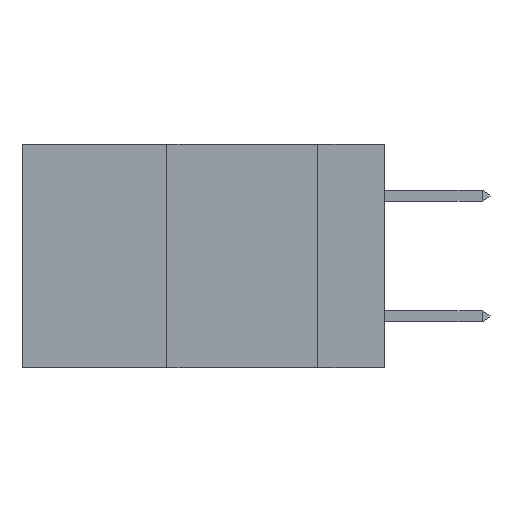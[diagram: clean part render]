
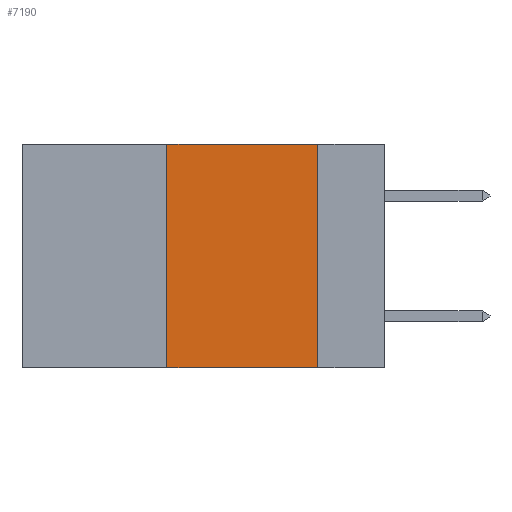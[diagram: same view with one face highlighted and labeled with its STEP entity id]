
A CAD part, left-side view. The second image highlights one B-rep face of the part: STEP entity #7190.
In plain terms, the highlighted planar face has unit normal (-1, 0, 0).
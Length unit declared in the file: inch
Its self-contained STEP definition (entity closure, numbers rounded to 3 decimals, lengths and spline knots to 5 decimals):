
#1069 = VECTOR ( 'NONE', #5474, 39.37008 ) ;
#1425 = VERTEX_POINT ( 'NONE', #7506 ) ;
#1491 = DIRECTION ( 'NONE',  ( 1., 0., 0. ) ) ;
#1535 = LINE ( 'NONE', #4792, #5325 ) ;
#1578 = EDGE_CURVE ( 'NONE', #1425, #6364, #4704, .T. ) ;
#3392 = VERTEX_POINT ( 'NONE', #9404 ) ;
#3979 = DIRECTION ( 'NONE',  ( 0., 0., -1. ) ) ;
#4080 = CARTESIAN_POINT ( 'NONE',  ( 0., 0.6, 0. ) ) ;
#4082 = LINE ( 'NONE', #7230, #1069 ) ;
#4513 = DIRECTION ( 'NONE',  ( 0., 0., 1. ) ) ;
#4704 = LINE ( 'NONE', #8570, #6079 ) ;
#4738 = CARTESIAN_POINT ( 'NONE',  ( 0., 0.11, -0.37 ) ) ;
#4792 = CARTESIAN_POINT ( 'NONE',  ( 0., 0.6, 0. ) ) ;
#4854 = VECTOR ( 'NONE', #4513, 39.37008 ) ;
#4975 = ORIENTED_EDGE ( 'NONE', *, *, #8837, .F. ) ;
#5325 = VECTOR ( 'NONE', #7948, 39.37008 ) ;
#5474 = DIRECTION ( 'NONE',  ( 0., 0., -1. ) ) ;
#5561 = DIRECTION ( 'NONE',  ( 0., -1., 0. ) ) ;
#5790 = AXIS2_PLACEMENT_3D ( 'NONE', #4080, #1491, #3979 ) ;
#6079 = VECTOR ( 'NONE', #5561, 39.37008 ) ;
#6200 = VERTEX_POINT ( 'NONE', #9919 ) ;
#6364 = VERTEX_POINT ( 'NONE', #4738 ) ;
#6582 = EDGE_LOOP ( 'NONE', ( #8796, #8094, #4975, #7932 ) ) ;
#7190 = ADVANCED_FACE ( 'NONE', ( #10199 ), #8575, .F. ) ;
#7230 = CARTESIAN_POINT ( 'NONE',  ( 0., 0.11, 0. ) ) ;
#7506 = CARTESIAN_POINT ( 'NONE',  ( 0., 0.36, -0.37 ) ) ;
#7635 = EDGE_CURVE ( 'NONE', #3392, #6200, #1535, .T. ) ;
#7823 = CARTESIAN_POINT ( 'NONE',  ( 0., 0.36, 0. ) ) ;
#7932 = ORIENTED_EDGE ( 'NONE', *, *, #1578, .T. ) ;
#7948 = DIRECTION ( 'NONE',  ( 0., -1., 0. ) ) ;
#8094 = ORIENTED_EDGE ( 'NONE', *, *, #7635, .F. ) ;
#8570 = CARTESIAN_POINT ( 'NONE',  ( 0., 0.6, -0.37 ) ) ;
#8575 = PLANE ( 'NONE',  #5790 ) ;
#8796 = ORIENTED_EDGE ( 'NONE', *, *, #9359, .F. ) ;
#8837 = EDGE_CURVE ( 'NONE', #1425, #3392, #9267, .T. ) ;
#9267 = LINE ( 'NONE', #7823, #4854 ) ;
#9359 = EDGE_CURVE ( 'NONE', #6200, #6364, #4082, .T. ) ;
#9404 = CARTESIAN_POINT ( 'NONE',  ( 0., 0.36, 0. ) ) ;
#9919 = CARTESIAN_POINT ( 'NONE',  ( 0., 0.11, 0. ) ) ;
#10199 = FACE_OUTER_BOUND ( 'NONE', #6582, .T. ) ;
